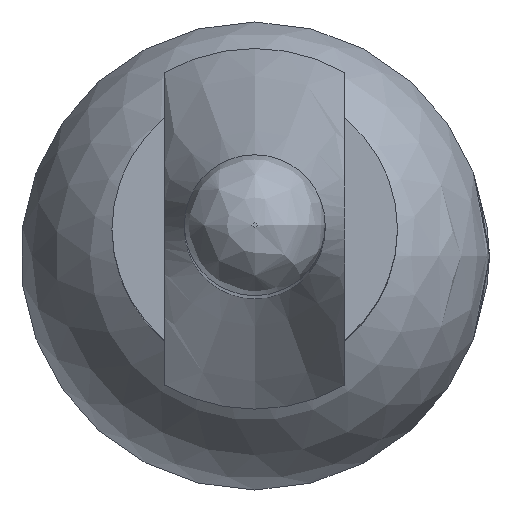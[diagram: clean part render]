
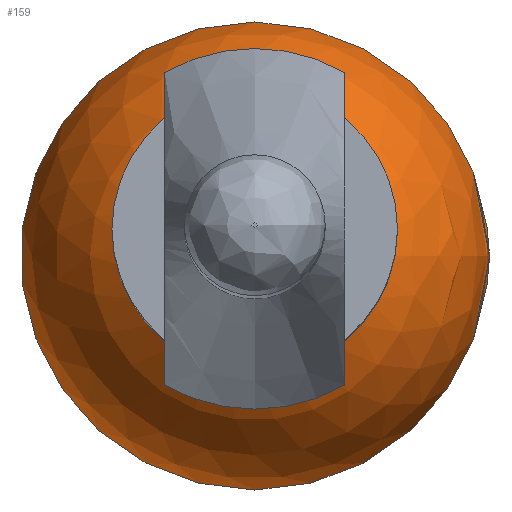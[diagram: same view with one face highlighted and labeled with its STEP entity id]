
A CAD part, top view. The second image highlights one B-rep face of the part: STEP entity #159.
In plain terms, the highlighted spherical face has radius 3.969 mm.
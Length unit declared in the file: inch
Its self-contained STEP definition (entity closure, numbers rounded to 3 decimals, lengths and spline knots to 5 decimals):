
#13=SPHERICAL_SURFACE($,#185,0.15625);
#28=FACE_BOUND($,#72,.T.);
#37=CIRCLE($,#179,0.04688);
#72=EDGE_LOOP($,(#140));
#90=VERTEX_POINT($,#271);
#105=EDGE_CURVE($,#90,#90,#37,.T.);
#140=ORIENTED_EDGE($,*,*,#105,.F.);
#159=ADVANCED_FACE($,(#28),#13,.T.);
#179=AXIS2_PLACEMENT_3D($,#272,#222,#223);
#185=AXIS2_PLACEMENT_3D($,#310,#234,#235);
#222=DIRECTION('center_axis',(0.,0.,1.));
#223=DIRECTION('ref_axis',(-1.,0.,0.));
#234=DIRECTION('center_axis',(0.,0.,1.));
#235=DIRECTION('ref_axis',(1.,0.,0.));
#271=CARTESIAN_POINT('',(0.04688,0.,-5.74845));
#272=CARTESIAN_POINT('Origin',(0.,0.,-5.74845));
#310=CARTESIAN_POINT('Origin',(0.,0.,-5.8975));
